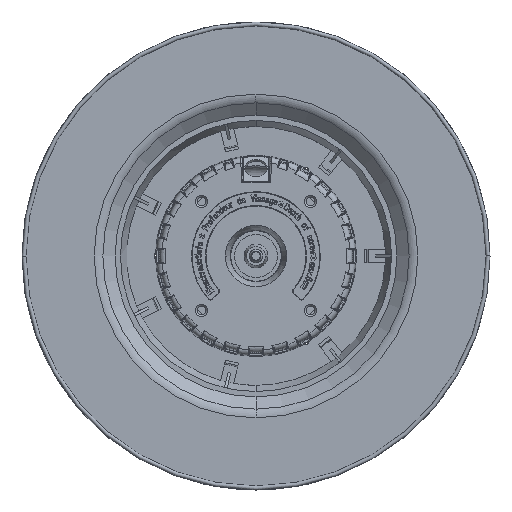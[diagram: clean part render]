
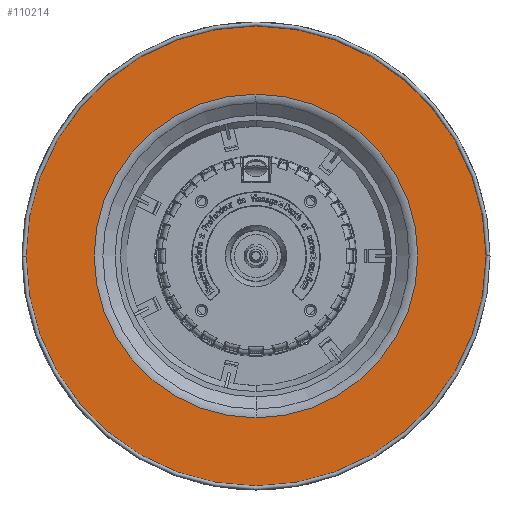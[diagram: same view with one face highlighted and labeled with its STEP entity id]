
A CAD part, front view. The second image highlights one B-rep face of the part: STEP entity #110214.
In plain terms, the highlighted planar face has unit normal (0, -1, 0).
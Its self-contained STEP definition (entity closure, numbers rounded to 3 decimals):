
#106877=CARTESIAN_POINT('',(0.,-1.2,0.));
#106878=DIRECTION('',(0.,1.,0.));
#106879=DIRECTION('',(0.,0.,-1.));
#106880=AXIS2_PLACEMENT_3D('',#106877,#106878,#106879);
#106882=CARTESIAN_POINT('',(0.,-1.2,0.));
#106883=DIRECTION('',(0.,1.,0.));
#106884=DIRECTION('',(0.,0.,1.));
#106885=AXIS2_PLACEMENT_3D('',#106882,#106883,#106884);
#106896=CARTESIAN_POINT('',(0.,-1.2,0.));
#106897=DIRECTION('',(0.,-1.,0.));
#106898=DIRECTION('',(1.,0.,0.));
#106899=AXIS2_PLACEMENT_3D('',#106896,#106897,#106898);
#106920=CARTESIAN_POINT('',(0.,-1.2,0.));
#106921=DIRECTION('',(0.,1.,0.));
#106922=DIRECTION('',(1.,0.,0.));
#106923=AXIS2_PLACEMENT_3D('',#106920,#106921,#106922);
#109609=CARTESIAN_POINT('',(86.5,-1.2,0.));
#109610=CARTESIAN_POINT('',(-86.5,-1.2,0.));
#109611=VERTEX_POINT('',#109609);
#109612=VERTEX_POINT('',#109610);
#109858=CARTESIAN_POINT('',(0.,-1.2,-60.848));
#109859=CARTESIAN_POINT('',(0.,-1.2,60.848));
#109860=VERTEX_POINT('',#109858);
#109861=VERTEX_POINT('',#109859);
#110197=CARTESIAN_POINT('',(0.,-1.2,0.));
#110198=DIRECTION('',(0.,1.,0.));
#110199=DIRECTION('',(1.,0.,0.));
#110200=AXIS2_PLACEMENT_3D('',#110197,#110198,#110199);
#110201=PLANE('',#110200);
#110203=ORIENTED_EDGE('',*,*,#110202,.F.);
#110205=ORIENTED_EDGE('',*,*,#110204,.T.);
#110206=EDGE_LOOP('',(#110203,#110205));
#110207=FACE_OUTER_BOUND('',#110206,.F.);
#110209=ORIENTED_EDGE('',*,*,#110208,.F.);
#110211=ORIENTED_EDGE('',*,*,#110210,.F.);
#110212=EDGE_LOOP('',(#110209,#110211));
#110213=FACE_BOUND('',#110212,.F.);
#106881=CIRCLE('',#106880,60.848);
#106886=CIRCLE('',#106885,60.848);
#106900=CIRCLE('',#106899,86.5);
#106924=CIRCLE('',#106923,86.5);
#110202=EDGE_CURVE('',#109611,#109612,#106900,.T.);
#110204=EDGE_CURVE('',#109611,#109612,#106924,.T.);
#110208=EDGE_CURVE('',#109860,#109861,#106881,.T.);
#110210=EDGE_CURVE('',#109861,#109860,#106886,.T.);
#110214=ADVANCED_FACE('',(#110207,#110213),#110201,.F.);
